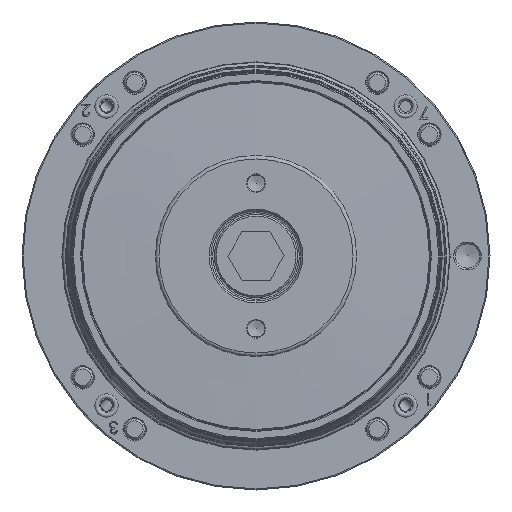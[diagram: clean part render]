
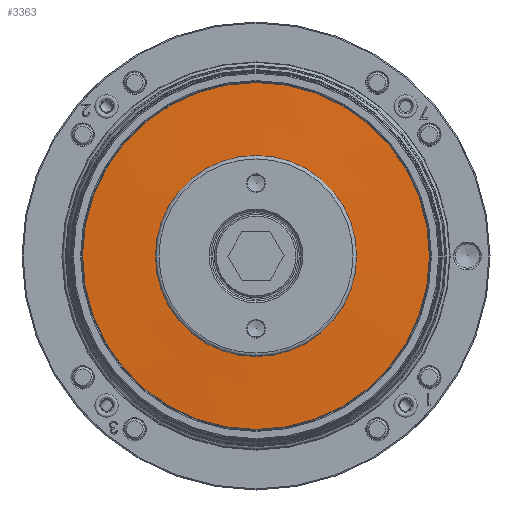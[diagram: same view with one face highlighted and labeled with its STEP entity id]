
A CAD part, front view. The second image highlights one B-rep face of the part: STEP entity #3363.
In plain terms, the highlighted conical face has half-angle 87.853 degrees and reference radius 50.05 mm.
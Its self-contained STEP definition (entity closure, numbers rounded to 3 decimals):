
#1713 = FACE_BOUND ( 'NONE', #13611, .T. ) ;
#1929 = DIRECTION ( 'NONE',  ( 0.637, 0., -0.771 ) ) ;
#2287 = DIRECTION ( 'NONE',  ( 0., -1., 0. ) ) ;
#3363 = ADVANCED_FACE ( 'NONE', ( #21016, #1713 ), #17064, .T. ) ;
#3475 = VERTEX_POINT ( 'NONE', #9721 ) ;
#3886 = ORIENTED_EDGE ( 'NONE', *, *, #13839, .T. ) ;
#4516 = CIRCLE ( 'NONE', #5427, 50.05 ) ;
#4634 = CARTESIAN_POINT ( 'NONE',  ( -1.13, -49.662, 0. ) ) ;
#5427 = AXIS2_PLACEMENT_3D ( 'NONE', #4634, #2287, #10264 ) ;
#9328 = ORIENTED_EDGE ( 'NONE', *, *, #14943, .T. ) ;
#9721 = CARTESIAN_POINT ( 'NONE',  ( -32.997, -49.662, 38.595 ) ) ;
#10264 = DIRECTION ( 'NONE',  ( -0.637, 0., 0.771 ) ) ;
#10886 = DIRECTION ( 'NONE',  ( 0., 1., 0. ) ) ;
#11965 = CARTESIAN_POINT ( 'NONE',  ( -1.13, -50.552, 26.301 ) ) ;
#12553 = AXIS2_PLACEMENT_3D ( 'NONE', #21445, #10886, #21304 ) ;
#13611 = EDGE_LOOP ( 'NONE', ( #9328 ) ) ;
#13839 = EDGE_CURVE ( 'NONE', #3475, #3475, #4516, .T. ) ;
#14943 = EDGE_CURVE ( 'NONE', #25180, #25180, #23337, .T. ) ;
#16350 = DIRECTION ( 'NONE',  ( 0., 1., 0. ) ) ;
#17064 = CONICAL_SURFACE ( 'NONE', #26511, 50.05, 1.533 ) ;
#19811 = EDGE_LOOP ( 'NONE', ( #3886 ) ) ;
#20953 = CARTESIAN_POINT ( 'NONE',  ( -1.13, -49.662, 0. ) ) ;
#21016 = FACE_OUTER_BOUND ( 'NONE', #19811, .T. ) ;
#21304 = DIRECTION ( 'NONE',  ( 0., 0., 1. ) ) ;
#21445 = CARTESIAN_POINT ( 'NONE',  ( -1.13, -50.552, 0. ) ) ;
#23337 = CIRCLE ( 'NONE', #12553, 26.301 ) ;
#25180 = VERTEX_POINT ( 'NONE', #11965 ) ;
#26511 = AXIS2_PLACEMENT_3D ( 'NONE', #20953, #16350, #1929 ) ;
